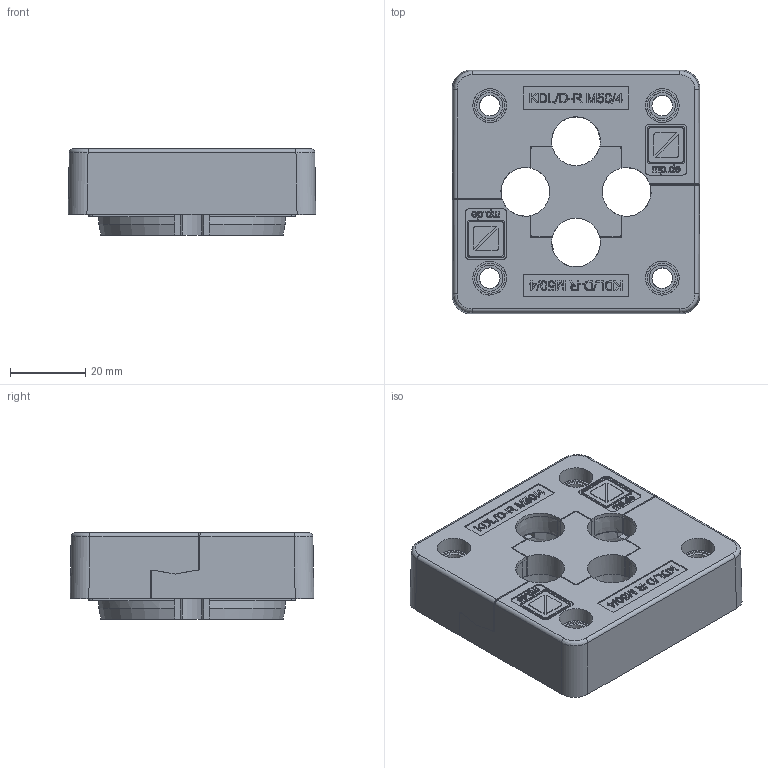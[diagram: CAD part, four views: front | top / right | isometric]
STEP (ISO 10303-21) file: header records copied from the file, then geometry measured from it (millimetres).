
FILE_DESCRIPTION (( 'STEP AP214' ), '1' );
FILE_NAME ('568317.STEP', '2024-12-03T20:37:07', ( '' ), ( '' ), 'SwSTEP 2.0', 'SolidWorks 2024', '' );
FILE_SCHEMA (( 'AUTOMOTIVE_DESIGN' ));
Length unit declared in the file: inch
Products named in the file (1): 568317
Bounding box: 66 x 65 x 23 mm (x, y, z)
Volume: 61822.2 mm3; surface area: 30490.3 mm2
Topology: 4 solids, 4 shells, 1627 faces, 4170 edges, 2631 vertices
Faces by surface type: plane 763, bspline 498, cylinder 341, cone 25
Full cylindrical faces by diameter (mm): 5 x8, 5.5 x8, 7 x4, 8 x4, 9 x4
Entity records: 62366 total; most frequent: CARTESIAN_POINT 27778, ORIENTED_EDGE 8192, DIRECTION 5096, EDGE_CURVE 4096, VERTEX_POINT 2621, VECTOR 2356, LINE 2356, EDGE_LOOP 1787
